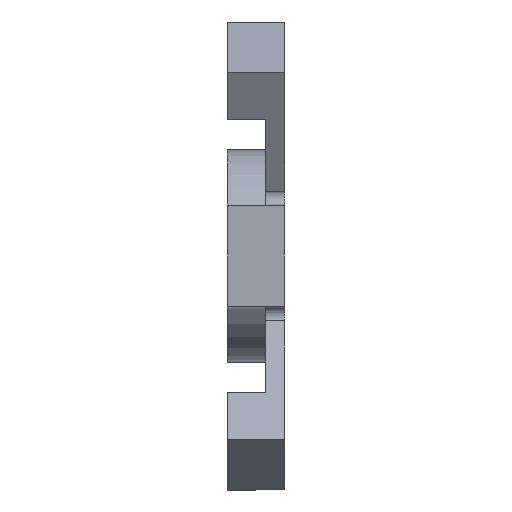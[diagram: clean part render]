
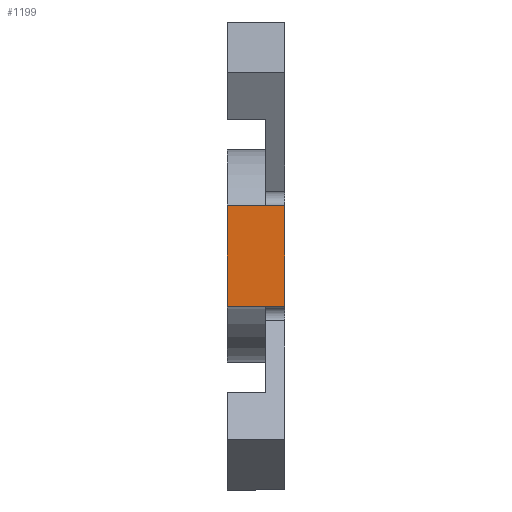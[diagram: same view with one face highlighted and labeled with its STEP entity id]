
A CAD part, left-side view. The second image highlights one B-rep face of the part: STEP entity #1199.
In plain terms, the highlighted planar face has unit normal (-1, 0, 0).
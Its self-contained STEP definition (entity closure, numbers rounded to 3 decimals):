
#10 = CARTESIAN_POINT ( 'NONE',  ( -125., 30., 26.1 ) ) ;
#51 = DIRECTION ( 'NONE',  ( 0., 0., -1. ) ) ;
#73 = DIRECTION ( 'NONE',  ( 0., -1., 0. ) ) ;
#84 = EDGE_CURVE ( 'NONE', #711, #1084, #364, .T. ) ;
#89 = LINE ( 'NONE', #1327, #846 ) ;
#159 = VECTOR ( 'NONE', #1442, 1000. ) ;
#276 = VERTEX_POINT ( 'NONE', #788 ) ;
#302 = CARTESIAN_POINT ( 'NONE',  ( -125., 0., -26.1 ) ) ;
#364 = LINE ( 'NONE', #589, #159 ) ;
#399 = CARTESIAN_POINT ( 'NONE',  ( -125., 0., -26.1 ) ) ;
#406 = ORIENTED_EDGE ( 'NONE', *, *, #84, .F. ) ;
#468 = VECTOR ( 'NONE', #1167, 1000. ) ;
#554 = LINE ( 'NONE', #1518, #1368 ) ;
#572 = ORIENTED_EDGE ( 'NONE', *, *, #782, .T. ) ;
#589 = CARTESIAN_POINT ( 'NONE',  ( -125., 30., 26.1 ) ) ;
#631 = CARTESIAN_POINT ( 'NONE',  ( -125., 30., -26.1 ) ) ;
#635 = ORIENTED_EDGE ( 'NONE', *, *, #738, .F. ) ;
#711 = VERTEX_POINT ( 'NONE', #631 ) ;
#738 = EDGE_CURVE ( 'NONE', #1084, #276, #554, .T. ) ;
#782 = EDGE_CURVE ( 'NONE', #711, #896, #89, .T. ) ;
#788 = CARTESIAN_POINT ( 'NONE',  ( -125., 0., 26.1 ) ) ;
#792 = DIRECTION ( 'NONE',  ( 1., 0., 0. ) ) ;
#846 = VECTOR ( 'NONE', #1240, 1000. ) ;
#896 = VERTEX_POINT ( 'NONE', #399 ) ;
#959 = EDGE_LOOP ( 'NONE', ( #1324, #635, #406, #572 ) ) ;
#1021 = LINE ( 'NONE', #302, #468 ) ;
#1036 = PLANE ( 'NONE',  #1493 ) ;
#1084 = VERTEX_POINT ( 'NONE', #10 ) ;
#1142 = FACE_OUTER_BOUND ( 'NONE', #959, .T. ) ;
#1167 = DIRECTION ( 'NONE',  ( 0., 0., 1. ) ) ;
#1179 = EDGE_CURVE ( 'NONE', #896, #276, #1021, .T. ) ;
#1199 = ADVANCED_FACE ( 'NONE', ( #1142 ), #1036, .F. ) ;
#1240 = DIRECTION ( 'NONE',  ( 0., -1., 0. ) ) ;
#1324 = ORIENTED_EDGE ( 'NONE', *, *, #1179, .T. ) ;
#1327 = CARTESIAN_POINT ( 'NONE',  ( -125., 10., -26.1 ) ) ;
#1368 = VECTOR ( 'NONE', #73, 1000. ) ;
#1411 = CARTESIAN_POINT ( 'NONE',  ( -125., 10., -26.1 ) ) ;
#1442 = DIRECTION ( 'NONE',  ( 0., 0., 1. ) ) ;
#1493 = AXIS2_PLACEMENT_3D ( 'NONE', #1411, #792, #51 ) ;
#1518 = CARTESIAN_POINT ( 'NONE',  ( -125., 10., 26.1 ) ) ;
